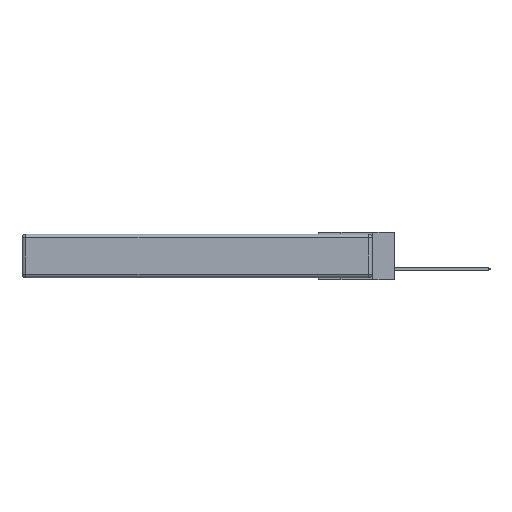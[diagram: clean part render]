
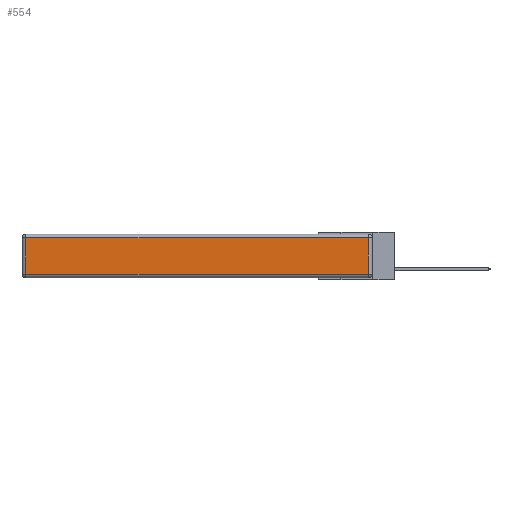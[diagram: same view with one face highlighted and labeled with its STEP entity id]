
A CAD part, left-side view. The second image highlights one B-rep face of the part: STEP entity #554.
In plain terms, the highlighted planar face has unit normal (-1, 0, 0).
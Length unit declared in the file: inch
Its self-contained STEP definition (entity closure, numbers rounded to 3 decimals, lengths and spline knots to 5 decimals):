
#158 = LINE ( 'NONE', #10695, #8042 ) ;
#554 = ADVANCED_FACE ( 'NONE', ( #2015 ), #8068, .T. ) ;
#1090 = EDGE_CURVE ( 'NONE', #2988, #9930, #10535, .T. ) ;
#1668 = VERTEX_POINT ( 'NONE', #5036 ) ;
#1907 = EDGE_CURVE ( 'NONE', #1668, #11836, #9714, .T. ) ;
#2015 = FACE_OUTER_BOUND ( 'NONE', #7126, .T. ) ;
#2788 = ORIENTED_EDGE ( 'NONE', *, *, #1090, .T. ) ;
#2875 = DIRECTION ( 'NONE',  ( 0., 0., 1. ) ) ;
#2988 = VERTEX_POINT ( 'NONE', #4773 ) ;
#3563 = CARTESIAN_POINT ( 'NONE',  ( 0., 0.03, -0.03 ) ) ;
#3880 = ORIENTED_EDGE ( 'NONE', *, *, #6915, .T. ) ;
#4533 = CARTESIAN_POINT ( 'NONE',  ( 0., 2.75, -0.03 ) ) ;
#4586 = CARTESIAN_POINT ( 'NONE',  ( 0., 2.72, -0.313 ) ) ;
#4773 = CARTESIAN_POINT ( 'NONE',  ( 0., 2.72, -0.03 ) ) ;
#5003 = CARTESIAN_POINT ( 'NONE',  ( 0., 0., -0.343 ) ) ;
#5036 = CARTESIAN_POINT ( 'NONE',  ( 0., 0.03, -0.313 ) ) ;
#5484 = VECTOR ( 'NONE', #9210, 39.37008 ) ;
#5552 = DIRECTION ( 'NONE',  ( 0., 0., 1. ) ) ;
#5982 = AXIS2_PLACEMENT_3D ( 'NONE', #5003, #7894, #2875 ) ;
#6442 = EDGE_CURVE ( 'NONE', #9930, #1668, #158, .T. ) ;
#6915 = EDGE_CURVE ( 'NONE', #11836, #2988, #11361, .T. ) ;
#7020 = VECTOR ( 'NONE', #5552, 39.37008 ) ;
#7126 = EDGE_LOOP ( 'NONE', ( #12799, #11034, #3880, #2788 ) ) ;
#7894 = DIRECTION ( 'NONE',  ( -1., 0., 0. ) ) ;
#8042 = VECTOR ( 'NONE', #8763, 39.37008 ) ;
#8068 = PLANE ( 'NONE',  #5982 ) ;
#8529 = DIRECTION ( 'NONE',  ( 0., 1., 0. ) ) ;
#8763 = DIRECTION ( 'NONE',  ( 0., -1., 0. ) ) ;
#9132 = CARTESIAN_POINT ( 'NONE',  ( 0., 2.72, -0.343 ) ) ;
#9210 = DIRECTION ( 'NONE',  ( 0., 0., -1. ) ) ;
#9714 = LINE ( 'NONE', #10588, #7020 ) ;
#9930 = VERTEX_POINT ( 'NONE', #4586 ) ;
#10535 = LINE ( 'NONE', #9132, #5484 ) ;
#10588 = CARTESIAN_POINT ( 'NONE',  ( 0., 0.03, -0.343 ) ) ;
#10695 = CARTESIAN_POINT ( 'NONE',  ( 0., 0., -0.313 ) ) ;
#11034 = ORIENTED_EDGE ( 'NONE', *, *, #1907, .T. ) ;
#11361 = LINE ( 'NONE', #4533, #11985 ) ;
#11836 = VERTEX_POINT ( 'NONE', #3563 ) ;
#11985 = VECTOR ( 'NONE', #8529, 39.37008 ) ;
#12799 = ORIENTED_EDGE ( 'NONE', *, *, #6442, .T. ) ;
